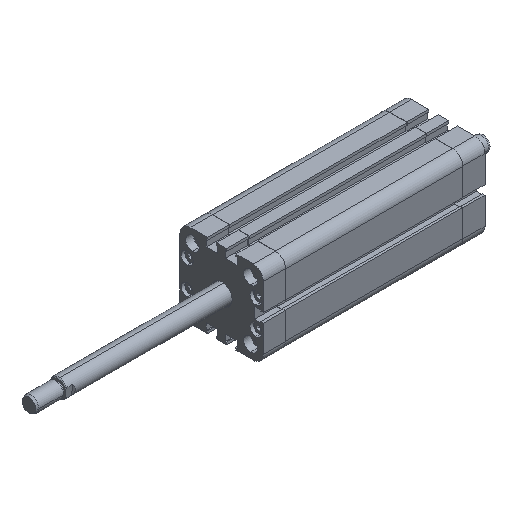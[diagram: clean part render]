
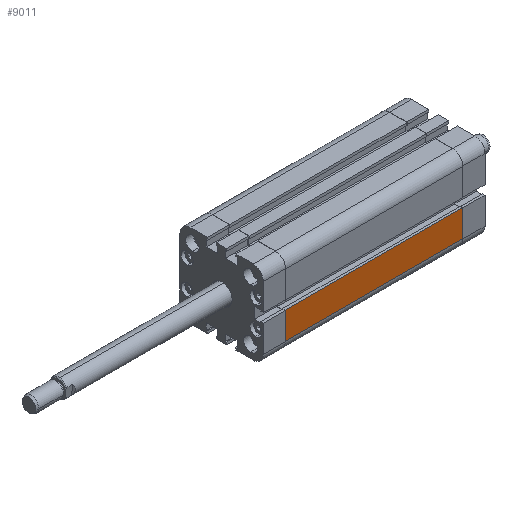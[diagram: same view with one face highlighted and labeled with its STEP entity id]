
A CAD part, isometric view. The second image highlights one B-rep face of the part: STEP entity #9011.
In plain terms, the highlighted planar face has unit normal (0, -1, 0).
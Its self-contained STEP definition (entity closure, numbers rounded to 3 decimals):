
#92 = DIRECTION ( 'NONE',  ( 0., 1., 0. ) ) ;
#461 = ORIENTED_EDGE ( 'NONE', *, *, #3063, .T. ) ;
#1169 = DIRECTION ( 'NONE',  ( 0., 0., -1. ) ) ;
#1614 = ORIENTED_EDGE ( 'NONE', *, *, #12805, .F. ) ;
#1628 = CARTESIAN_POINT ( 'NONE',  ( 116., -27.25, -20.45 ) ) ;
#2018 = LINE ( 'NONE', #5512, #5818 ) ;
#2093 = LINE ( 'NONE', #19439, #15877 ) ;
#2436 = CARTESIAN_POINT ( 'NONE',  ( 0., -27.25, -27.25 ) ) ;
#3063 = EDGE_CURVE ( 'NONE', #7608, #11102, #2093, .T. ) ;
#3223 = VERTEX_POINT ( 'NONE', #20380 ) ;
#4959 = DIRECTION ( 'NONE',  ( 1., 0., 0. ) ) ;
#5299 = DIRECTION ( 'NONE',  ( 0., 0., -1. ) ) ;
#5512 = CARTESIAN_POINT ( 'NONE',  ( 116., -27.25, -27.25 ) ) ;
#5694 = VERTEX_POINT ( 'NONE', #10795 ) ;
#5818 = VECTOR ( 'NONE', #5299, 1000. ) ;
#6051 = AXIS2_PLACEMENT_3D ( 'NONE', #14558, #92, #17647 ) ;
#7608 = VERTEX_POINT ( 'NONE', #18384 ) ;
#9011 = ADVANCED_FACE ( 'NONE', ( #14251 ), #11186, .F. ) ;
#10795 = CARTESIAN_POINT ( 'NONE',  ( 0., -27.25, -2.8 ) ) ;
#11102 = VERTEX_POINT ( 'NONE', #1628 ) ;
#11186 = PLANE ( 'NONE',  #6051 ) ;
#11681 = EDGE_CURVE ( 'NONE', #5694, #7608, #16922, .T. ) ;
#12556 = ORIENTED_EDGE ( 'NONE', *, *, #11681, .T. ) ;
#12805 = EDGE_CURVE ( 'NONE', #3223, #11102, #2018, .T. ) ;
#13558 = EDGE_CURVE ( 'NONE', #3223, #5694, #16391, .T. ) ;
#14251 = FACE_OUTER_BOUND ( 'NONE', #17836, .T. ) ;
#14545 = VECTOR ( 'NONE', #1169, 1000. ) ;
#14558 = CARTESIAN_POINT ( 'NONE',  ( 116., -27.25, -27.25 ) ) ;
#15285 = VECTOR ( 'NONE', #19885, 1000. ) ;
#15877 = VECTOR ( 'NONE', #4959, 1000. ) ;
#16391 = LINE ( 'NONE', #18186, #15285 ) ;
#16922 = LINE ( 'NONE', #2436, #14545 ) ;
#17647 = DIRECTION ( 'NONE',  ( 0., 0., 1. ) ) ;
#17836 = EDGE_LOOP ( 'NONE', ( #20500, #12556, #461, #1614 ) ) ;
#18186 = CARTESIAN_POINT ( 'NONE',  ( 116.001, -27.25, -2.8 ) ) ;
#18384 = CARTESIAN_POINT ( 'NONE',  ( 0., -27.25, -20.45 ) ) ;
#19439 = CARTESIAN_POINT ( 'NONE',  ( 116., -27.25, -20.45 ) ) ;
#19885 = DIRECTION ( 'NONE',  ( -1., 0., 0. ) ) ;
#20380 = CARTESIAN_POINT ( 'NONE',  ( 116., -27.25, -2.8 ) ) ;
#20500 = ORIENTED_EDGE ( 'NONE', *, *, #13558, .T. ) ;
